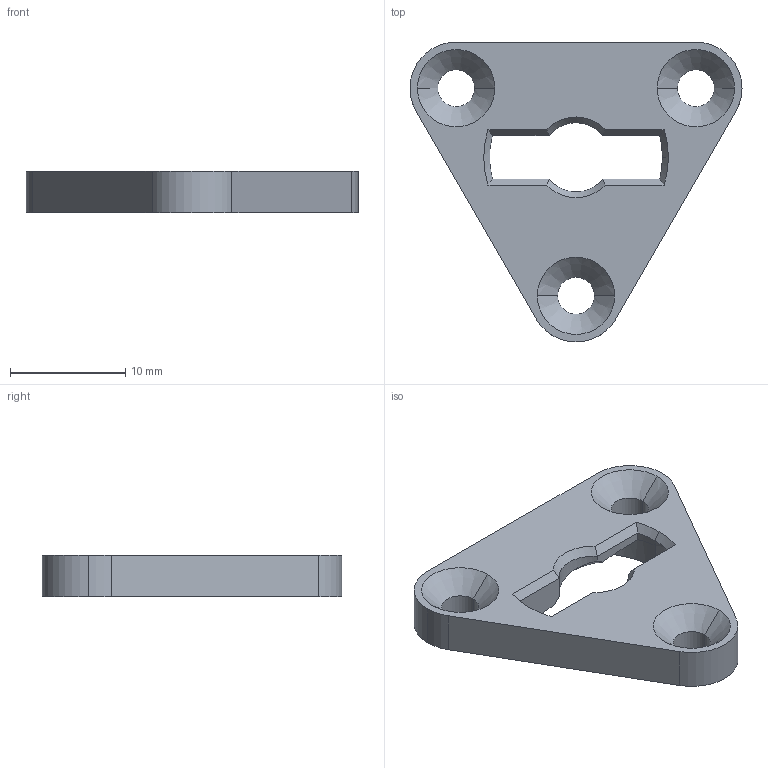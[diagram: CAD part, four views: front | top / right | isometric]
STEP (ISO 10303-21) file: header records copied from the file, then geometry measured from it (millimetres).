
FILE_DESCRIPTION (( 'STEP AP214' ), '1' );
FILE_NAME ('Locking Plate.step', '2019-11-11T12:27:22', ( '' ), ( '' ), 'SwSTEP 2.0', 'SolidWorks 2019', '' );
FILE_SCHEMA (( 'AUTOMOTIVE_DESIGN' ));
Length unit declared in the file: millimetre
Products named in the file (1): Locking Plate
Bounding box: 28.78 x 26 x 3.6 mm (x, y, z)
Volume: 1235.2 mm3; surface area: 1335.5 mm2
Topology: 1 solids, 1 shells, 45 faces, 111 edges, 68 vertices
Faces by surface type: cylinder 15, plane 13, cone 11, bspline 6
Entity records: 2519 total; most frequent: CARTESIAN_POINT 1459, ORIENTED_EDGE 222, DIRECTION 201, EDGE_CURVE 111, AXIS2_PLACEMENT_3D 78, VERTEX_POINT 68, EDGE_LOOP 53, ADVANCED_FACE 45
